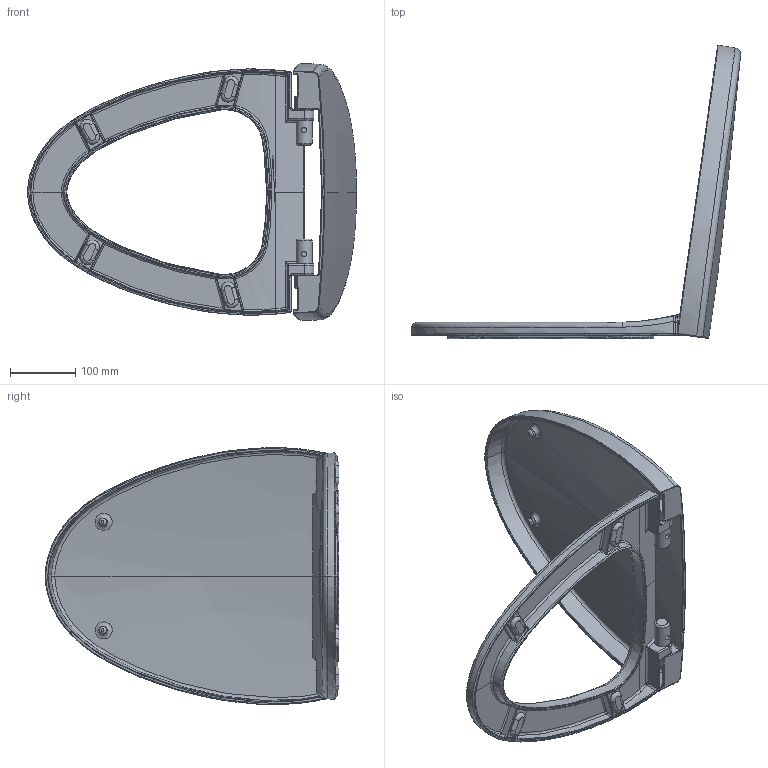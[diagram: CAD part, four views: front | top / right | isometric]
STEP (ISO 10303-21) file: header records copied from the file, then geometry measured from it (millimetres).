
FILE_DESCRIPTION(/* description */ (''),/* implementation_level */ '2;1');
FILE_NAME(/* name */ 'Etna soft close KApak.stp',/* time_stamp */ '2015-04-10T13:06:34+03:00',/* author */ (''),/* organization */ (''),/* preprocessor_version */ 'ST-DEVELOPER v15',/* originating_system */ 'SIEMENS PLM Software NX 8.5',/* authorisation */ '');
FILE_SCHEMA (('AP203_CONFIGURATION_CONTROLLED_3D_DESIGN_OF_MECHANICAL_PARTS_AND_ASSEMBLIES_MIM_LF { 1 0 10303 403 2 1 2}'));
Length unit declared in the file: millimetre
Products named in the file (1): Can13403391kuli
Bounding box: 502.97 x 448.71 x 392.25 mm (x, y, z)
Volume: 1581797.6 mm3; surface area: 594708.6 mm2
Topology: 4 solids, 8 shells, 449 faces, 1017 edges, 578 vertices
Faces by surface type: bspline 366, plane 35, cylinder 30, sphere 10, torus 8
Full cylindrical faces by diameter (mm): 8 x2, 12 x2, 24 x2
Entity records: 30789 total; most frequent: CARTESIAN_POINT 23407, ORIENTED_EDGE 1978, EDGE_CURVE 989, DIRECTION 775, B_SPLINE_CURVE_WITH_KNOTS 655, VERTEX_POINT 574, EDGE_LOOP 469, ADVANCED_FACE 449
